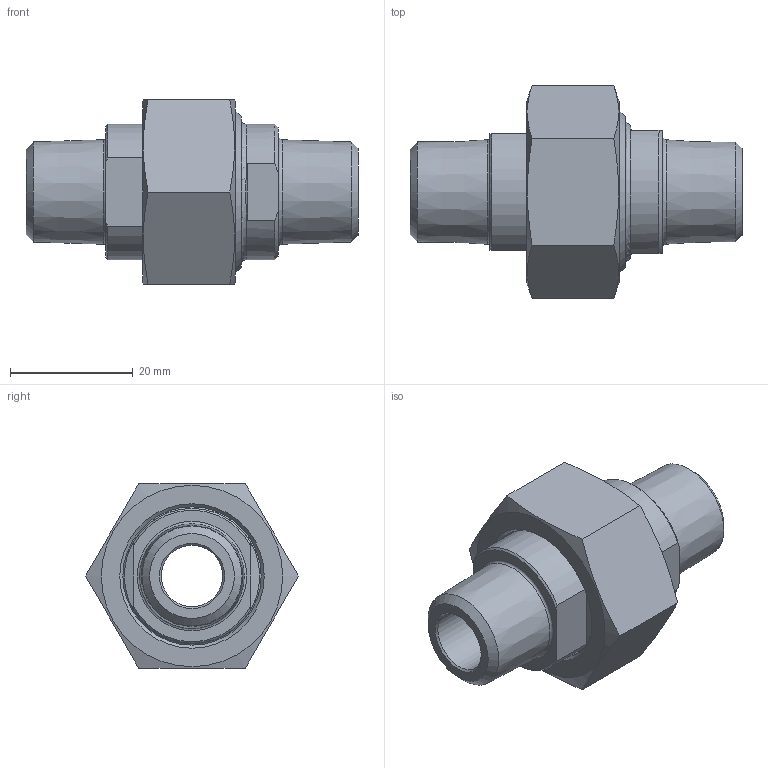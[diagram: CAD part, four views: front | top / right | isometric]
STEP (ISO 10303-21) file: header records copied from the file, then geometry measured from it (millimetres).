
FILE_DESCRIPTION(/* description */ (''),/* implementation_level */ '2;1');
FILE_NAME(/* name */ '3D_R134-2UO-DN10_171019320.stp',/* time_stamp */ '2021-07-05T15:05:30+02:00',/* author */ ('cad'),/* organization */ (''),/* preprocessor_version */ 'ST-DEVELOPER v18.1',/* originating_system */ 'Autodesk Inventor 2022',/* authorisation */ '');
FILE_SCHEMA (('AUTOMOTIVE_DESIGN { 1 0 10303 214 3 1 1 }'));
Length unit declared in the file: millimetre
Products named in the file (4): 3D_R134-2UO-DN10_171019320; 3D_R134-M-DN10_171011605; 3D_R134-UG-DN10_171011405; 3D_R134-UEO-DN10_171018320
Assembly tree (3 placements, depth 2):
  3D_R134-2UO-DN10_171019320
    3D_R134-M-DN10_171011605
    3D_R134-UG-DN10_171011405
    3D_R134-UEO-DN10_171018320
Bounding box: 54 x 34.64 x 30 mm (x, y, z)
Volume: 16967.8 mm3; surface area: 10171.8 mm2
Topology: 3 solids, 3 shells, 73 faces, 171 edges, 112 vertices
Faces by surface type: plane 28, cone 24, cylinder 11, torus 10
Full cylindrical faces by diameter (mm): 10 x2, 10.2 x1, 17.5 x1, 22 x1, 22.5 x1, 25 x1, 25.376 x1, 26.85 x1
Entity records: 2275 total; most frequent: CARTESIAN_POINT 415, DIRECTION 405, ORIENTED_EDGE 342, AXIS2_PLACEMENT_3D 177, EDGE_CURVE 171, VERTEX_POINT 112, CIRCLE 91, EDGE_LOOP 87
